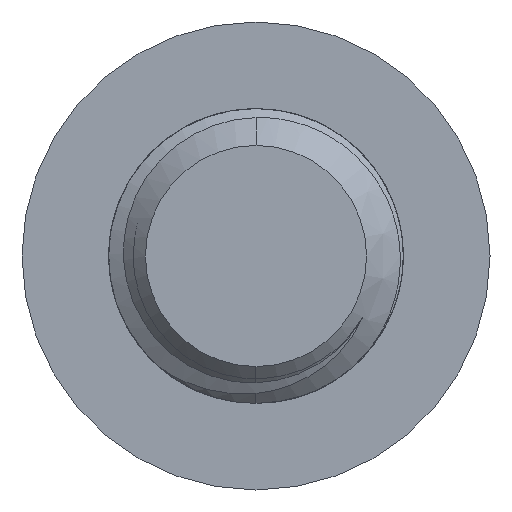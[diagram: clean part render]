
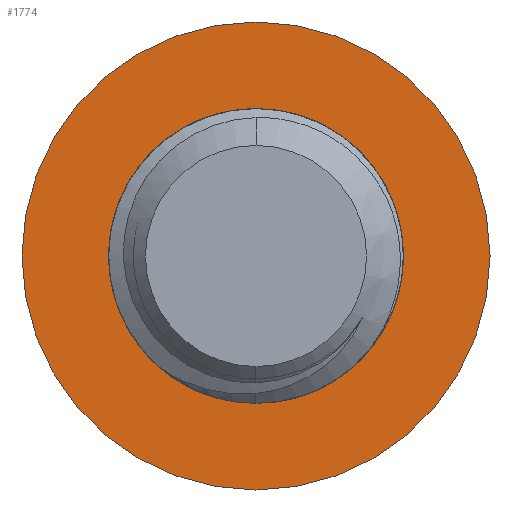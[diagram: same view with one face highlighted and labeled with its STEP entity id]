
A CAD part, left-side view. The second image highlights one B-rep face of the part: STEP entity #1774.
In plain terms, the highlighted planar face has unit normal (-1, 0, 0).
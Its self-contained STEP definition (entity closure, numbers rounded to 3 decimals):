
#25 = VERTEX_POINT ( 'NONE', #2978 ) ;
#101 = AXIS2_PLACEMENT_3D ( 'NONE', #2599, #2124, #1153 ) ;
#122 = CIRCLE ( 'NONE', #2854, 6. ) ;
#208 = VERTEX_POINT ( 'NONE', #2697 ) ;
#415 = DIRECTION ( 'NONE',  ( 0., 0., -1. ) ) ;
#673 = CARTESIAN_POINT ( 'NONE',  ( 164., 0., 0. ) ) ;
#773 = EDGE_CURVE ( 'NONE', #208, #25, #2610, .T. ) ;
#808 = EDGE_LOOP ( 'NONE', ( #958, #1416 ) ) ;
#888 = AXIS2_PLACEMENT_3D ( 'NONE', #673, #2120, #2820 ) ;
#958 = ORIENTED_EDGE ( 'NONE', *, *, #2970, .T. ) ;
#1086 = AXIS2_PLACEMENT_3D ( 'NONE', #2842, #2603, #2148 ) ;
#1103 = VERTEX_POINT ( 'NONE', #2777 ) ;
#1150 = DIRECTION ( 'NONE',  ( 1., 0., 0. ) ) ;
#1153 = DIRECTION ( 'NONE',  ( 0., 0., -1. ) ) ;
#1200 = CIRCLE ( 'NONE', #888, 6. ) ;
#1220 = FACE_OUTER_BOUND ( 'NONE', #2859, .T. ) ;
#1416 = ORIENTED_EDGE ( 'NONE', *, *, #1431, .T. ) ;
#1431 = EDGE_CURVE ( 'NONE', #1103, #2977, #122, .T. ) ;
#1468 = DIRECTION ( 'NONE',  ( 1., 0., 0. ) ) ;
#1478 = CIRCLE ( 'NONE', #101, 9.525 ) ;
#1741 = CARTESIAN_POINT ( 'NONE',  ( 164., 0., 0. ) ) ;
#1774 = ADVANCED_FACE ( 'NONE', ( #2417, #1220 ), #2181, .F. ) ;
#2062 = CARTESIAN_POINT ( 'NONE',  ( 164., 0., 0. ) ) ;
#2120 = DIRECTION ( 'NONE',  ( 1., 0., 0. ) ) ;
#2124 = DIRECTION ( 'NONE',  ( 1., 0., 0. ) ) ;
#2148 = DIRECTION ( 'NONE',  ( 0., 0., -1. ) ) ;
#2181 = PLANE ( 'NONE',  #1086 ) ;
#2385 = EDGE_CURVE ( 'NONE', #25, #208, #1478, .T. ) ;
#2417 = FACE_BOUND ( 'NONE', #808, .T. ) ;
#2599 = CARTESIAN_POINT ( 'NONE',  ( 164., 0., 0. ) ) ;
#2603 = DIRECTION ( 'NONE',  ( 1., 0., 0. ) ) ;
#2610 = CIRCLE ( 'NONE', #3017, 9.525 ) ;
#2616 = ORIENTED_EDGE ( 'NONE', *, *, #2385, .F. ) ;
#2695 = DIRECTION ( 'NONE',  ( 0., 0., -1. ) ) ;
#2697 = CARTESIAN_POINT ( 'NONE',  ( 164., 0., -9.525 ) ) ;
#2777 = CARTESIAN_POINT ( 'NONE',  ( 164., 0., -6. ) ) ;
#2820 = DIRECTION ( 'NONE',  ( 0., 0., -1. ) ) ;
#2842 = CARTESIAN_POINT ( 'NONE',  ( 164., 0., 0. ) ) ;
#2854 = AXIS2_PLACEMENT_3D ( 'NONE', #1741, #1468, #2695 ) ;
#2859 = EDGE_LOOP ( 'NONE', ( #2616, #2946 ) ) ;
#2946 = ORIENTED_EDGE ( 'NONE', *, *, #773, .F. ) ;
#2970 = EDGE_CURVE ( 'NONE', #2977, #1103, #1200, .T. ) ;
#2977 = VERTEX_POINT ( 'NONE', #3039 ) ;
#2978 = CARTESIAN_POINT ( 'NONE',  ( 164., 0., 9.525 ) ) ;
#3017 = AXIS2_PLACEMENT_3D ( 'NONE', #2062, #1150, #415 ) ;
#3039 = CARTESIAN_POINT ( 'NONE',  ( 164., 0., 6. ) ) ;
